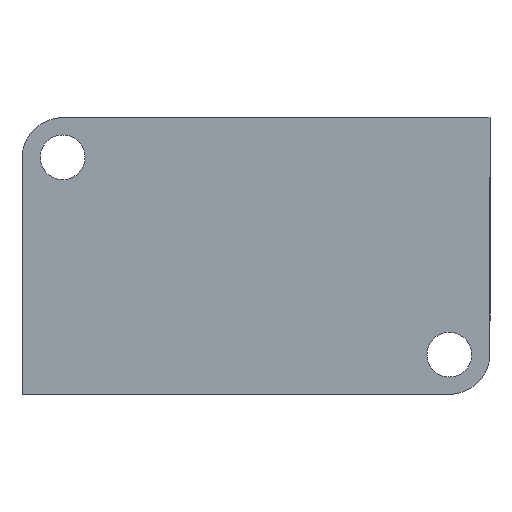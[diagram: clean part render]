
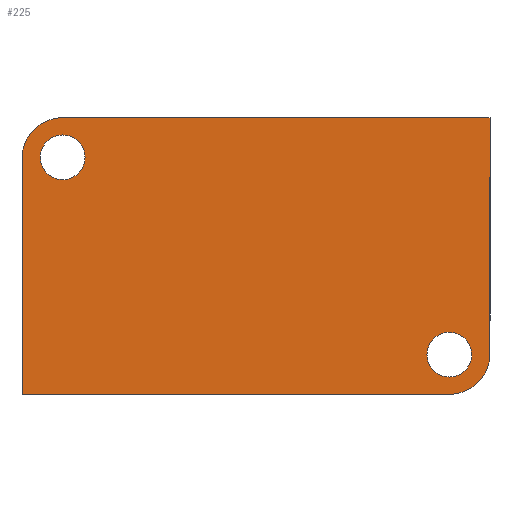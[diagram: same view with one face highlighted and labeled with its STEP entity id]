
A CAD part, front view. The second image highlights one B-rep face of the part: STEP entity #225.
In plain terms, the highlighted planar face has unit normal (0, -1, 0).
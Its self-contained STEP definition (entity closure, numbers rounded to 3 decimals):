
#1 = AXIS2_PLACEMENT_3D ( 'NONE', #198, #574, #254 ) ;
#14 = CARTESIAN_POINT ( 'NONE',  ( -9.5, 0., 4.85 ) ) ;
#39 = VERTEX_POINT ( 'NONE', #350 ) ;
#47 = AXIS2_PLACEMENT_3D ( 'NONE', #408, #516, #391 ) ;
#53 = ORIENTED_EDGE ( 'NONE', *, *, #103, .T. ) ;
#58 = FACE_OUTER_BOUND ( 'NONE', #464, .T. ) ;
#62 = CARTESIAN_POINT ( 'NONE',  ( -11.5, 0., 6.8 ) ) ;
#72 = VECTOR ( 'NONE', #307, 1000. ) ;
#75 = DIRECTION ( 'NONE',  ( 0., 0., 1. ) ) ;
#81 = AXIS2_PLACEMENT_3D ( 'NONE', #14, #405, #75 ) ;
#93 = CARTESIAN_POINT ( 'NONE',  ( 9.5, 0., -3.75 ) ) ;
#99 = LINE ( 'NONE', #62, #687 ) ;
#102 = EDGE_LOOP ( 'NONE', ( #53, #186 ) ) ;
#103 = EDGE_CURVE ( 'NONE', #490, #600, #249, .T. ) ;
#110 = CARTESIAN_POINT ( 'NONE',  ( -9.5, 0., 3.75 ) ) ;
#111 = CARTESIAN_POINT ( 'NONE',  ( -11.5, 0., -6.8 ) ) ;
#129 = PLANE ( 'NONE',  #47 ) ;
#130 = CARTESIAN_POINT ( 'NONE',  ( -11.5, 0., -6.8 ) ) ;
#139 = CARTESIAN_POINT ( 'NONE',  ( 9.5, 0., -4.85 ) ) ;
#140 = EDGE_CURVE ( 'NONE', #39, #624, #676, .T. ) ;
#166 = ORIENTED_EDGE ( 'NONE', *, *, #140, .F. ) ;
#172 = FACE_BOUND ( 'NONE', #598, .T. ) ;
#179 = DIRECTION ( 'NONE',  ( 1., 0., 0. ) ) ;
#181 = VECTOR ( 'NONE', #652, 1000. ) ;
#183 = CARTESIAN_POINT ( 'NONE',  ( -9.5, 0., 6.8 ) ) ;
#186 = ORIENTED_EDGE ( 'NONE', *, *, #359, .T. ) ;
#191 = CIRCLE ( 'NONE', #429, 2. ) ;
#194 = FACE_BOUND ( 'NONE', #102, .T. ) ;
#198 = CARTESIAN_POINT ( 'NONE',  ( -9.5, 0., 4.85 ) ) ;
#207 = CARTESIAN_POINT ( 'NONE',  ( 11.5, 0., -4.8 ) ) ;
#210 = DIRECTION ( 'NONE',  ( 0., 0., 1. ) ) ;
#225 = ADVANCED_FACE ( 'NONE', ( #172, #194, #58 ), #129, .F. ) ;
#231 = EDGE_CURVE ( 'NONE', #270, #39, #99, .T. ) ;
#240 = DIRECTION ( 'NONE',  ( 0., -1., 0. ) ) ;
#242 = AXIS2_PLACEMENT_3D ( 'NONE', #139, #525, #210 ) ;
#245 = DIRECTION ( 'NONE',  ( 0., -1., 0. ) ) ;
#249 = CIRCLE ( 'NONE', #242, 1.1 ) ;
#251 = ORIENTED_EDGE ( 'NONE', *, *, #581, .F. ) ;
#254 = DIRECTION ( 'NONE',  ( 0., 0., 1. ) ) ;
#259 = CIRCLE ( 'NONE', #723, 2. ) ;
#264 = EDGE_CURVE ( 'NONE', #720, #624, #259, .T. ) ;
#270 = VERTEX_POINT ( 'NONE', #183 ) ;
#272 = CARTESIAN_POINT ( 'NONE',  ( -11.5, 0., -6.8 ) ) ;
#273 = CARTESIAN_POINT ( 'NONE',  ( -9.5, 0., 5.95 ) ) ;
#282 = AXIS2_PLACEMENT_3D ( 'NONE', #283, #662, #332 ) ;
#283 = CARTESIAN_POINT ( 'NONE',  ( 9.5, 0., -4.85 ) ) ;
#289 = VERTEX_POINT ( 'NONE', #111 ) ;
#296 = ORIENTED_EDGE ( 'NONE', *, *, #231, .F. ) ;
#307 = DIRECTION ( 'NONE',  ( 0., 0., -1. ) ) ;
#332 = DIRECTION ( 'NONE',  ( 0., 0., 1. ) ) ;
#344 = LINE ( 'NONE', #272, #181 ) ;
#350 = CARTESIAN_POINT ( 'NONE',  ( 11.5, 0., 6.8 ) ) ;
#359 = EDGE_CURVE ( 'NONE', #600, #490, #552, .T. ) ;
#360 = CARTESIAN_POINT ( 'NONE',  ( 9.5, 0., -6.8 ) ) ;
#391 = DIRECTION ( 'NONE',  ( 0., 0., 1. ) ) ;
#405 = DIRECTION ( 'NONE',  ( 0., 1., 0. ) ) ;
#408 = CARTESIAN_POINT ( 'NONE',  ( 0., 0., 0. ) ) ;
#429 = AXIS2_PLACEMENT_3D ( 'NONE', #565, #245, #623 ) ;
#464 = EDGE_LOOP ( 'NONE', ( #251, #672, #166, #296, #481, #658 ) ) ;
#471 = EDGE_CURVE ( 'NONE', #270, #607, #191, .T. ) ;
#481 = ORIENTED_EDGE ( 'NONE', *, *, #471, .T. ) ;
#490 = VERTEX_POINT ( 'NONE', #93 ) ;
#504 = VERTEX_POINT ( 'NONE', #273 ) ;
#513 = CARTESIAN_POINT ( 'NONE',  ( 11.5, 0., -6.8 ) ) ;
#516 = DIRECTION ( 'NONE',  ( 0., 1., 0. ) ) ;
#525 = DIRECTION ( 'NONE',  ( 0., 1., 0. ) ) ;
#544 = VECTOR ( 'NONE', #682, 1000. ) ;
#552 = CIRCLE ( 'NONE', #282, 1.1 ) ;
#554 = VERTEX_POINT ( 'NONE', #110 ) ;
#563 = CARTESIAN_POINT ( 'NONE',  ( 9.5, 0., -4.8 ) ) ;
#565 = CARTESIAN_POINT ( 'NONE',  ( -9.5, 0., 4.8 ) ) ;
#568 = ORIENTED_EDGE ( 'NONE', *, *, #679, .T. ) ;
#574 = DIRECTION ( 'NONE',  ( 0., 1., 0. ) ) ;
#578 = CIRCLE ( 'NONE', #1, 1.1 ) ;
#581 = EDGE_CURVE ( 'NONE', #720, #289, #344, .T. ) ;
#598 = EDGE_LOOP ( 'NONE', ( #671, #568 ) ) ;
#599 = CIRCLE ( 'NONE', #81, 1.1 ) ;
#600 = VERTEX_POINT ( 'NONE', #700 ) ;
#607 = VERTEX_POINT ( 'NONE', #690 ) ;
#622 = DIRECTION ( 'NONE',  ( 0., 0., 1. ) ) ;
#623 = DIRECTION ( 'NONE',  ( 0., 0., 1. ) ) ;
#624 = VERTEX_POINT ( 'NONE', #207 ) ;
#652 = DIRECTION ( 'NONE',  ( -1., 0., 0. ) ) ;
#658 = ORIENTED_EDGE ( 'NONE', *, *, #715, .F. ) ;
#662 = DIRECTION ( 'NONE',  ( 0., 1., 0. ) ) ;
#671 = ORIENTED_EDGE ( 'NONE', *, *, #673, .T. ) ;
#672 = ORIENTED_EDGE ( 'NONE', *, *, #264, .T. ) ;
#673 = EDGE_CURVE ( 'NONE', #504, #554, #599, .T. ) ;
#676 = LINE ( 'NONE', #513, #72 ) ;
#679 = EDGE_CURVE ( 'NONE', #554, #504, #578, .T. ) ;
#682 = DIRECTION ( 'NONE',  ( 0., 0., 1. ) ) ;
#685 = LINE ( 'NONE', #130, #544 ) ;
#687 = VECTOR ( 'NONE', #179, 1000. ) ;
#690 = CARTESIAN_POINT ( 'NONE',  ( -11.5, 0., 4.8 ) ) ;
#700 = CARTESIAN_POINT ( 'NONE',  ( 9.5, 0., -5.95 ) ) ;
#715 = EDGE_CURVE ( 'NONE', #289, #607, #685, .T. ) ;
#720 = VERTEX_POINT ( 'NONE', #360 ) ;
#723 = AXIS2_PLACEMENT_3D ( 'NONE', #563, #240, #622 ) ;
